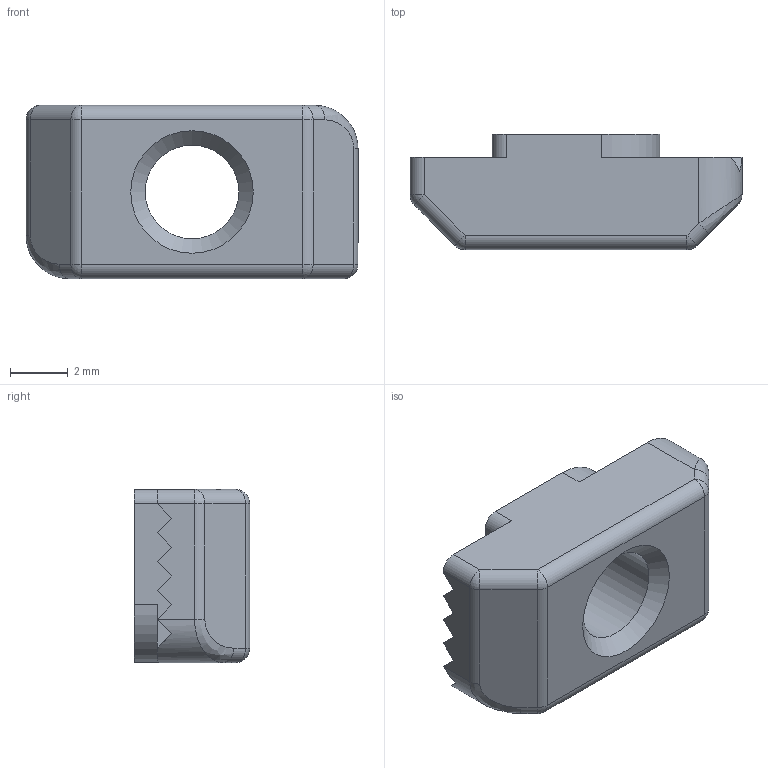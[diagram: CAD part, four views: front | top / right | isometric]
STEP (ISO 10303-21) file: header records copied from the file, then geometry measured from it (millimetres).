
FILE_DESCRIPTION((''),'2;1');
FILE_NAME('AR3822.stp','2018-05-22T14:39:01',('Konstruktor II'),(''),'Autodesk Inventor 2013','Autodesk Inventor 2013','');
FILE_SCHEMA(('AUTOMOTIVE_DESIGN { 1 0 10303 214 1 1 1 1 }'));
Length unit declared in the file: millimetre
Products named in the file (1): AR3822
Bounding box: 11.5 x 4 x 6 mm (x, y, z)
Volume: 183.6 mm3; surface area: 269.6 mm2
Topology: 1 solids, 1 shells, 65 faces, 156 edges, 93 vertices
Faces by surface type: plane 36, cylinder 19, sphere 6, cone 2, bspline 2
Full cylindrical faces by diameter (mm): 3.242 x1
Entity records: 1900 total; most frequent: CARTESIAN_POINT 358, DIRECTION 326, ORIENTED_EDGE 304, EDGE_CURVE 152, AXIS2_PLACEMENT_3D 110, VECTOR 106, LINE 106, VERTEX_POINT 92
